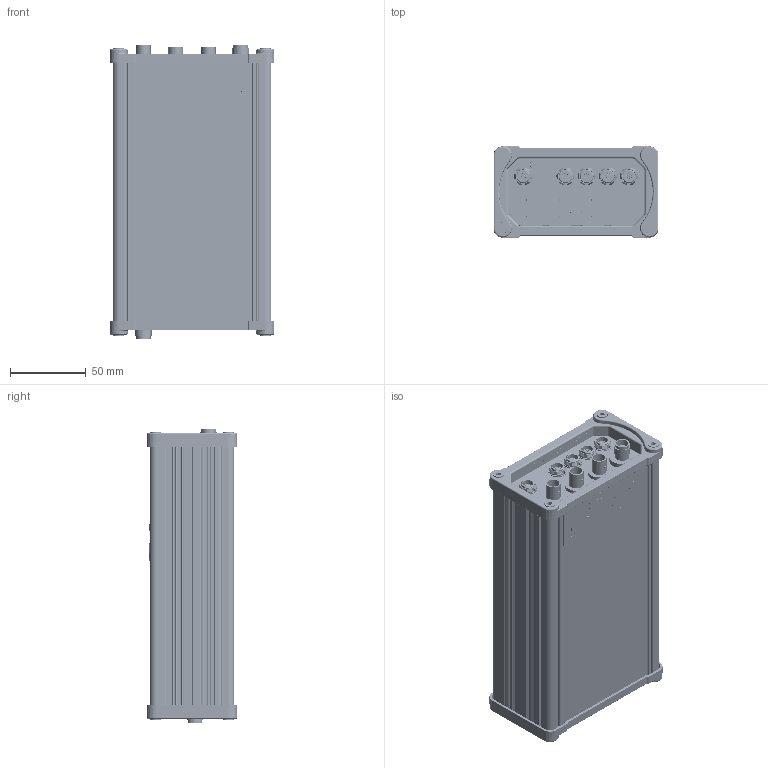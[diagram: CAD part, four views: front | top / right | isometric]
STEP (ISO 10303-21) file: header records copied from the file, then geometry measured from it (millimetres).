
FILE_DESCRIPTION((''),'2;1');
FILE_NAME('01-58020A-74_SIGMA_TRE-3N_ASM','2019-02-27T12:47:56',('BShumkin'),(''),'CREO PARAMETRIC BY PTC INC, 2018260','CREO PARAMETRIC BY PTC INC, 2018260','');
FILE_SCHEMA(('AUTOMOTIVE_DESIGN { 1 0 10303 214 1 1 1 1 }'));
Products named in the file (45): 10-580200-02_SIGMA_CASE; 10-580201-07_SIGMA_F_CVR_RS; 23-000008-02_ODU_RC7_WATERTIGH_; 16-030106-01_ST_WASHER_FOR_ODU; 23-000008-02_ODU_NUT_WP__; 23-500145-01_ODU_RC7_F2_WTRTIGH; 23-000009-02_ODU_RC5_WATERTIGH_; 23-500142-01_ODU_RC5_F2_WTRTIGH; 04-580202-01_SIGMA_LIGHTPIPE; 19-580211-01_SIGMA_FP_DIGC_LBL; 14-574105-01-WASHER_AF0; 510210200; 14-574105-02_1; 14-574105-02_1_EVT-PPS-IRIG_ASM; 23-000053-02LF_BNC_BLKHD_F_HERM; 23-000053-02LF_BNC_H_BLHD_F_NUT; 14-574105-01-WASHER_AF1; 14-574105-02_5; 14-574105-02_5_EVT-PPS-IRIG_ASM; 19-580302-14_DELTA_TOP_LBL; 19-580302-08_DELTA_TOP_LBL; 19-580302-09_DELTA_TOP_LBL; 19-580302-05_DELTA_TOP_LBL; 23-000054-01_TNS_FRONTMOUNT_WP_; 23-000054-01_____NUT_; 23-000014-01_MMCX_CBL_PLUG_RA; 14-574101-03_SIGMA; 14-574101-03_FMTNC-RAMMCX_190_ASM; 23-000057-01_BNC_J_STR_FM_CLAMP; 14-574120-01_1; 14-574120-01_1_FM_BNC-MMCX_190_ASM; 17-000008-01_RTV_ADHSV_SEALANT; 17-000006-01_THREAD_LOCKER; 02-580201-07_SIGMA_FP_RS_ASM; 16-040011-01_M4X12_CAP_HEX_SOCK; 10-580202-04_SIGMA_B_CVR_RS; 19-580302-12_DELTA_TOP_LBL; 14-574101-04_SB1_FMTNC-MMCX_12; 14-574101-04_SB1_FMTNC-MMCX_12_ASM; 17-000003-01_THREAD_LOCKER_270 ...
Assembly tree (68 placements, depth 4):
  01-58020A-74_SIGMA_TRE-3N_ASM
    10-580200-02_SIGMA_CASE
    02-580201-07_SIGMA_FP_RS_ASM
      10-580201-07_SIGMA_F_CVR_RS
      23-000008-02_ODU_RC7_WATERTIGH_  x2
      16-030106-01_ST_WASHER_FOR_ODU  x5
      23-000008-02_ODU_NUT_WP__  x5
      23-500145-01_ODU_RC7_F2_WTRTIGH
      23-000009-02_ODU_RC5_WATERTIGH_
      23-500142-01_ODU_RC5_F2_WTRTIGH
      04-580202-01_SIGMA_LIGHTPIPE
      19-580211-01_SIGMA_FP_DIGC_LBL
      14-574105-02_1_EVT-PPS-IRIG_ASM
        14-574105-01-WASHER_AF0
        510210200
        14-574105-02_1
      23-000053-02LF_BNC_BLKHD_F_HERM  x2
      23-000053-02LF_BNC_H_BLHD_F_NUT  x2
      14-574105-02_5_EVT-PPS-IRIG_ASM
        14-574105-01-WASHER_AF1
        510210200
        14-574105-02_5
      19-580302-14_DELTA_TOP_LBL
      19-580302-08_DELTA_TOP_LBL
      19-580302-09_DELTA_TOP_LBL
      19-580302-05_DELTA_TOP_LBL
      14-574101-03_FMTNC-RAMMCX_190_ASM
        23-000054-01_TNS_FRONTMOUNT_WP_
        23-000054-01_____NUT_
        23-000014-01_MMCX_CBL_PLUG_RA
        14-574101-03_SIGMA
      14-574120-01_1_FM_BNC-MMCX_190_ASM
        23-000057-01_BNC_J_STR_FM_CLAMP
        23-000054-01_____NUT_
        23-000014-01_MMCX_CBL_PLUG_RA
        14-574120-01_1
      17-000008-01_RTV_ADHSV_SEALANT
      17-000006-01_THREAD_LOCKER
    16-040011-01_M4X12_CAP_HEX_SOCK  x8
    02-580202-04_SIGMA_BP_RS_ASM
      10-580202-04_SIGMA_B_CVR_RS
      19-580302-12_DELTA_TOP_LBL
      14-574101-04_SB1_FMTNC-MMCX_12_ASM
        23-000054-01_TNS_FRONTMOUNT_WP_
        23-000054-01_____NUT_
        23-000014-01_MMCX_CBL_PLUG_RA
        14-574101-04_SB1_FMTNC-MMCX_12
      17-000003-01_THREAD_LOCKER_270
    18-580200-02_SIGMA_TRIPAD_ASM
    19-580200-01_SIGMA_PROD_LBL
    19-580200-02_SIGMA_SN_LBL
Bounding box: 109.2 x 60.2 x 194 mm (x, y, z)
Volume: 218921.8 mm3; surface area: 237253.5 mm2
Topology: 58 solids, 100 shells, 6595 faces, 17026 edges, 11015 vertices
Faces by surface type: plane 2841, extrusion 1658, cylinder 1180, cone 424, bspline 257, torus 209, sphere 26
Entity records: 297870 total; most frequent: CARTESIAN_POINT 62829, ORIENTED_EDGE 29628, DIRECTION 23571, PRESENTATION_STYLE_ASSIGNMENT 20004, STYLED_ITEM 16521, CURVE_STYLE 16405, EDGE_CURVE 14856, VECTOR 9989
